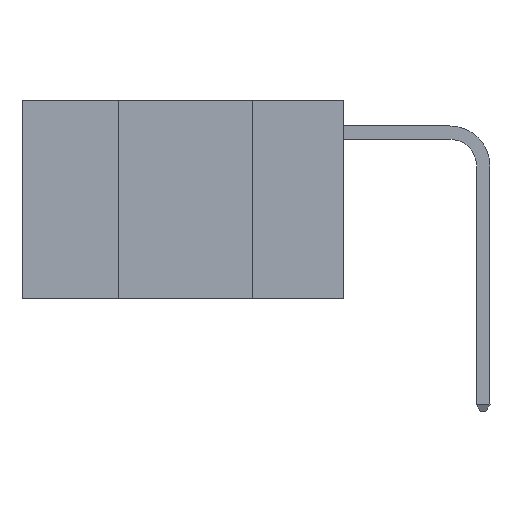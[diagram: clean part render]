
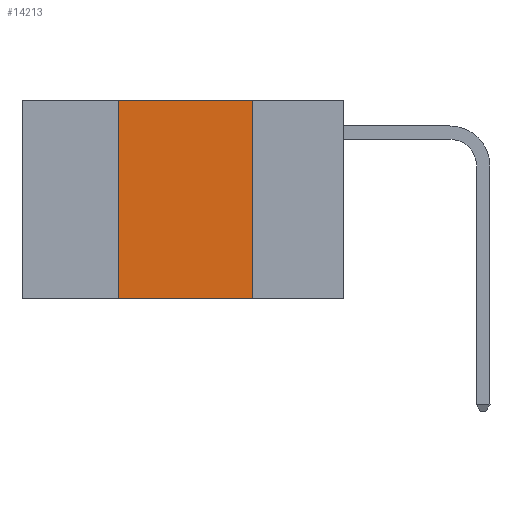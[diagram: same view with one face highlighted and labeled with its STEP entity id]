
A CAD part, left-side view. The second image highlights one B-rep face of the part: STEP entity #14213.
In plain terms, the highlighted planar face has unit normal (-1, 0, 0).
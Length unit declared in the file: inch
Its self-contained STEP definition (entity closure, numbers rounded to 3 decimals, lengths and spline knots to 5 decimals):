
#265 = CARTESIAN_POINT ( 'NONE',  ( 0., 0.17, 0. ) ) ;
#359 = DIRECTION ( 'NONE',  ( 0., 0., -1. ) ) ;
#813 = VERTEX_POINT ( 'NONE', #1461 ) ;
#1099 = VECTOR ( 'NONE', #9415, 39.37008 ) ;
#1461 = CARTESIAN_POINT ( 'NONE',  ( 0., 0.42, -0.37 ) ) ;
#1734 = EDGE_CURVE ( 'NONE', #813, #14307, #11130, .T. ) ;
#1772 = LINE ( 'NONE', #7648, #12378 ) ;
#2133 = ORIENTED_EDGE ( 'NONE', *, *, #1734, .F. ) ;
#2871 = CARTESIAN_POINT ( 'NONE',  ( 0., 0.6, 0. ) ) ;
#3372 = CARTESIAN_POINT ( 'NONE',  ( 0., 0.6, 0. ) ) ;
#3437 = LINE ( 'NONE', #15013, #1099 ) ;
#3749 = EDGE_LOOP ( 'NONE', ( #14655, #8315, #2133, #5162 ) ) ;
#3916 = DIRECTION ( 'NONE',  ( 0., 0., 1. ) ) ;
#4253 = FACE_OUTER_BOUND ( 'NONE', #3749, .T. ) ;
#4755 = LINE ( 'NONE', #3372, #17530 ) ;
#5162 = ORIENTED_EDGE ( 'NONE', *, *, #8628, .T. ) ;
#5250 = EDGE_CURVE ( 'NONE', #15430, #14734, #3437, .T. ) ;
#5945 = DIRECTION ( 'NONE',  ( 0., -1., 0. ) ) ;
#6550 = CARTESIAN_POINT ( 'NONE',  ( 0., 0.17, -0.37 ) ) ;
#7480 = DIRECTION ( 'NONE',  ( 0., -1., 0. ) ) ;
#7648 = CARTESIAN_POINT ( 'NONE',  ( 0., 0.6, -0.37 ) ) ;
#7728 = AXIS2_PLACEMENT_3D ( 'NONE', #2871, #15772, #359 ) ;
#8315 = ORIENTED_EDGE ( 'NONE', *, *, #12290, .F. ) ;
#8628 = EDGE_CURVE ( 'NONE', #813, #14734, #1772, .T. ) ;
#9415 = DIRECTION ( 'NONE',  ( 0., 0., -1. ) ) ;
#11130 = LINE ( 'NONE', #18134, #15053 ) ;
#12290 = EDGE_CURVE ( 'NONE', #14307, #15430, #4755, .T. ) ;
#12378 = VECTOR ( 'NONE', #5945, 39.37008 ) ;
#13132 = PLANE ( 'NONE',  #7728 ) ;
#14213 = ADVANCED_FACE ( 'NONE', ( #4253 ), #13132, .F. ) ;
#14307 = VERTEX_POINT ( 'NONE', #18153 ) ;
#14655 = ORIENTED_EDGE ( 'NONE', *, *, #5250, .F. ) ;
#14734 = VERTEX_POINT ( 'NONE', #6550 ) ;
#15013 = CARTESIAN_POINT ( 'NONE',  ( 0., 0.17, 0. ) ) ;
#15053 = VECTOR ( 'NONE', #3916, 39.37008 ) ;
#15430 = VERTEX_POINT ( 'NONE', #265 ) ;
#15772 = DIRECTION ( 'NONE',  ( 1., 0., 0. ) ) ;
#17530 = VECTOR ( 'NONE', #7480, 39.37008 ) ;
#18134 = CARTESIAN_POINT ( 'NONE',  ( 0., 0.42, 0. ) ) ;
#18153 = CARTESIAN_POINT ( 'NONE',  ( 0., 0.42, 0. ) ) ;
